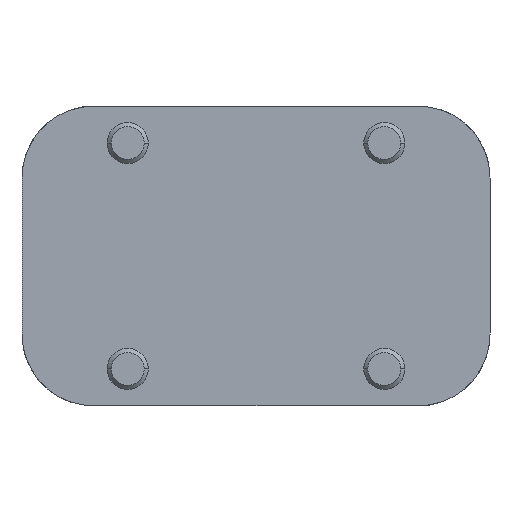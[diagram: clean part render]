
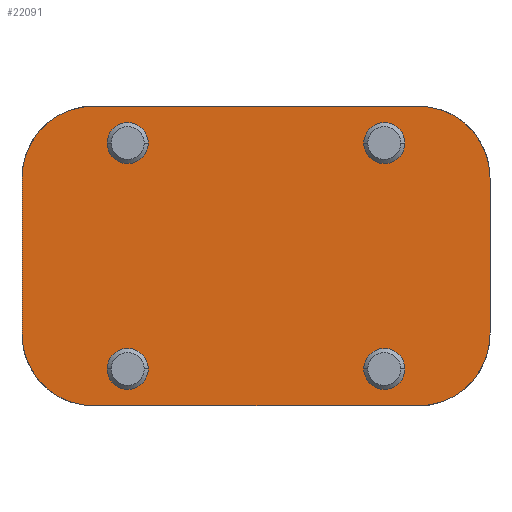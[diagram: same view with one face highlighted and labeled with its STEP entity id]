
A CAD part, front view. The second image highlights one B-rep face of the part: STEP entity #22091.
In plain terms, the highlighted planar face has unit normal (0, -1, 0).
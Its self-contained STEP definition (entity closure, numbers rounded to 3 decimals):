
#324=CARTESIAN_POINT('',(79.,-65.,38.));
#325=DIRECTION('',(0.,-1.,0.));
#326=DIRECTION('',(1.,0.,0.));
#327=AXIS2_PLACEMENT_3D('',#324,#325,#326);
#329=CARTESIAN_POINT('',(79.,-65.,-38.));
#330=DIRECTION('',(0.,-1.,0.));
#331=DIRECTION('',(0.,0.,-1.));
#332=AXIS2_PLACEMENT_3D('',#329,#330,#331);
#334=DIRECTION('',(1.,0.,0.));
#335=VECTOR('',#334,158.);
#336=CARTESIAN_POINT('',(-79.,-65.,-73.));
#337=LINE('',#336,#335);
#338=CARTESIAN_POINT('',(-79.,-65.,-38.));
#339=DIRECTION('',(0.,-1.,0.));
#340=DIRECTION('',(-1.,0.,0.));
#341=AXIS2_PLACEMENT_3D('',#338,#339,#340);
#343=CARTESIAN_POINT('',(-79.,-65.,38.));
#344=DIRECTION('',(0.,-1.,0.));
#345=DIRECTION('',(0.,0.,1.));
#346=AXIS2_PLACEMENT_3D('',#343,#344,#345);
#348=DIRECTION('',(1.,0.,0.));
#349=VECTOR('',#348,158.);
#350=CARTESIAN_POINT('',(-79.,-65.,73.));
#351=LINE('',#350,#349);
#352=CARTESIAN_POINT('',(-62.5,-65.,-55.));
#353=DIRECTION('',(0.,1.,0.));
#354=DIRECTION('',(1.,0.,0.));
#355=AXIS2_PLACEMENT_3D('',#352,#353,#354);
#357=CARTESIAN_POINT('',(-62.5,-65.,-55.));
#358=DIRECTION('',(0.,1.,0.));
#359=DIRECTION('',(-1.,0.,0.));
#360=AXIS2_PLACEMENT_3D('',#357,#358,#359);
#362=CARTESIAN_POINT('',(62.5,-65.,-55.));
#363=DIRECTION('',(0.,-1.,0.));
#364=DIRECTION('',(-1.,0.,0.));
#365=AXIS2_PLACEMENT_3D('',#362,#363,#364);
#367=CARTESIAN_POINT('',(62.5,-65.,-55.));
#368=DIRECTION('',(0.,-1.,0.));
#369=DIRECTION('',(1.,0.,0.));
#370=AXIS2_PLACEMENT_3D('',#367,#368,#369);
#372=CARTESIAN_POINT('',(-62.5,-65.,55.));
#373=DIRECTION('',(0.,-1.,0.));
#374=DIRECTION('',(1.,0.,0.));
#375=AXIS2_PLACEMENT_3D('',#372,#373,#374);
#377=CARTESIAN_POINT('',(-62.5,-65.,55.));
#378=DIRECTION('',(0.,-1.,0.));
#379=DIRECTION('',(-1.,0.,0.));
#380=AXIS2_PLACEMENT_3D('',#377,#378,#379);
#382=CARTESIAN_POINT('',(62.5,-65.,55.));
#383=DIRECTION('',(0.,1.,0.));
#384=DIRECTION('',(-1.,0.,0.));
#385=AXIS2_PLACEMENT_3D('',#382,#383,#384);
#387=CARTESIAN_POINT('',(62.5,-65.,55.));
#388=DIRECTION('',(0.,1.,0.));
#389=DIRECTION('',(1.,0.,0.));
#390=AXIS2_PLACEMENT_3D('',#387,#388,#389);
#408=DIRECTION('',(0.,0.,1.));
#409=VECTOR('',#408,76.);
#410=CARTESIAN_POINT('',(114.,-65.,-38.));
#411=LINE('',#410,#409);
#3518=DIRECTION('',(0.,0.,-1.));
#3519=VECTOR('',#3518,76.);
#3520=CARTESIAN_POINT('',(-114.,-65.,38.));
#3521=LINE('',#3520,#3519);
#17754=CARTESIAN_POINT('',(114.,-65.,38.));
#17755=VERTEX_POINT('',#17754);
#17756=CARTESIAN_POINT('',(79.,-65.,73.));
#17757=VERTEX_POINT('',#17756);
#17758=CARTESIAN_POINT('',(-79.,-65.,73.));
#17759=CARTESIAN_POINT('',(-114.,-65.,38.));
#17760=VERTEX_POINT('',#17758);
#17761=VERTEX_POINT('',#17759);
#17765=CARTESIAN_POINT('',(79.,-65.,-73.));
#17766=CARTESIAN_POINT('',(114.,-65.,-38.));
#17767=VERTEX_POINT('',#17765);
#17768=VERTEX_POINT('',#17766);
#17774=CARTESIAN_POINT('',(-114.,-65.,-38.));
#17775=VERTEX_POINT('',#17774);
#17776=CARTESIAN_POINT('',(-79.,-65.,-73.));
#17777=VERTEX_POINT('',#17776);
#18195=CARTESIAN_POINT('',(-52.5,-65.,-55.));
#18196=CARTESIAN_POINT('',(-72.5,-65.,-55.));
#18197=VERTEX_POINT('',#18195);
#18198=VERTEX_POINT('',#18196);
#18207=CARTESIAN_POINT('',(52.5,-65.,-55.));
#18208=CARTESIAN_POINT('',(72.5,-65.,-55.));
#18209=VERTEX_POINT('',#18207);
#18210=VERTEX_POINT('',#18208);
#18219=CARTESIAN_POINT('',(-52.5,-65.,55.));
#18220=CARTESIAN_POINT('',(-72.5,-65.,55.));
#18221=VERTEX_POINT('',#18219);
#18222=VERTEX_POINT('',#18220);
#18231=CARTESIAN_POINT('',(52.5,-65.,55.));
#18232=CARTESIAN_POINT('',(72.5,-65.,55.));
#18233=VERTEX_POINT('',#18231);
#18234=VERTEX_POINT('',#18232);
#22046=CARTESIAN_POINT('',(0.,-65.,0.));
#22047=DIRECTION('',(0.,-1.,0.));
#22048=DIRECTION('',(1.,0.,0.));
#22049=AXIS2_PLACEMENT_3D('',#22046,#22047,#22048);
#22050=PLANE('',#22049);
#22052=ORIENTED_EDGE('',*,*,#22051,.F.);
#22054=ORIENTED_EDGE('',*,*,#22053,.F.);
#22056=ORIENTED_EDGE('',*,*,#22055,.F.);
#22058=ORIENTED_EDGE('',*,*,#22057,.F.);
#22060=ORIENTED_EDGE('',*,*,#22059,.F.);
#22062=ORIENTED_EDGE('',*,*,#22061,.F.);
#22063=ORIENTED_EDGE('',*,*,#22037,.F.);
#22064=ORIENTED_EDGE('',*,*,#21768,.T.);
#22065=EDGE_LOOP('',(#22052,#22054,#22056,#22058,#22060,#22062,#22063,#22064));
#22066=FACE_OUTER_BOUND('',#22065,.F.);
#22068=ORIENTED_EDGE('',*,*,#22067,.F.);
#22070=ORIENTED_EDGE('',*,*,#22069,.F.);
#22071=EDGE_LOOP('',(#22068,#22070));
#22072=FACE_BOUND('',#22071,.F.);
#22074=ORIENTED_EDGE('',*,*,#22073,.T.);
#22076=ORIENTED_EDGE('',*,*,#22075,.T.);
#22077=EDGE_LOOP('',(#22074,#22076));
#22078=FACE_BOUND('',#22077,.F.);
#22080=ORIENTED_EDGE('',*,*,#22079,.T.);
#22082=ORIENTED_EDGE('',*,*,#22081,.T.);
#22083=EDGE_LOOP('',(#22080,#22082));
#22084=FACE_BOUND('',#22083,.F.);
#22086=ORIENTED_EDGE('',*,*,#22085,.F.);
#22088=ORIENTED_EDGE('',*,*,#22087,.F.);
#22089=EDGE_LOOP('',(#22086,#22088));
#22090=FACE_BOUND('',#22089,.F.);
#22091=ADVANCED_FACE('',(#22066,#22072,#22078,#22084,#22090),#22050,.T.);
#328=CIRCLE('',#327,35.);
#333=CIRCLE('',#332,35.);
#342=CIRCLE('',#341,35.);
#347=CIRCLE('',#346,35.);
#356=CIRCLE('',#355,10.);
#361=CIRCLE('',#360,10.);
#366=CIRCLE('',#365,10.);
#371=CIRCLE('',#370,10.);
#376=CIRCLE('',#375,10.);
#381=CIRCLE('',#380,10.);
#386=CIRCLE('',#385,10.);
#391=CIRCLE('',#390,10.);
#21768=EDGE_CURVE('',#17760,#17757,#351,.T.);
#22037=EDGE_CURVE('',#17760,#17761,#347,.T.);
#22051=EDGE_CURVE('',#17755,#17757,#328,.T.);
#22053=EDGE_CURVE('',#17768,#17755,#411,.T.);
#22055=EDGE_CURVE('',#17767,#17768,#333,.T.);
#22057=EDGE_CURVE('',#17777,#17767,#337,.T.);
#22059=EDGE_CURVE('',#17775,#17777,#342,.T.);
#22061=EDGE_CURVE('',#17761,#17775,#3521,.T.);
#22067=EDGE_CURVE('',#18197,#18198,#356,.T.);
#22069=EDGE_CURVE('',#18198,#18197,#361,.T.);
#22073=EDGE_CURVE('',#18209,#18210,#366,.T.);
#22075=EDGE_CURVE('',#18210,#18209,#371,.T.);
#22079=EDGE_CURVE('',#18221,#18222,#376,.T.);
#22081=EDGE_CURVE('',#18222,#18221,#381,.T.);
#22085=EDGE_CURVE('',#18233,#18234,#386,.T.);
#22087=EDGE_CURVE('',#18234,#18233,#391,.T.);
